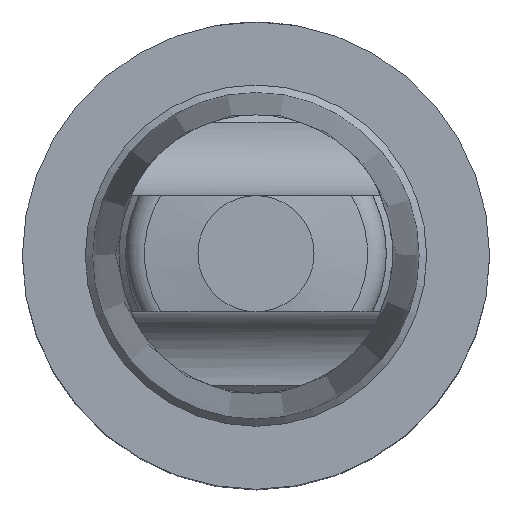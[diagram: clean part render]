
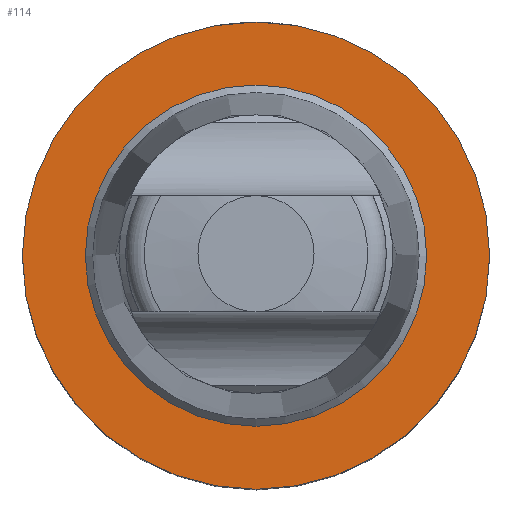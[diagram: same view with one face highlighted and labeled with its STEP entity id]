
A CAD part, top view. The second image highlights one B-rep face of the part: STEP entity #114.
In plain terms, the highlighted planar face has unit normal (0, 0, 1).
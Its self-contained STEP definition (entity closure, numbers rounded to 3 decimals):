
#114=ADVANCED_FACE('240[2]',(#310,#311),#312,.T.);
#150=EDGE_CURVE('240[2]',#362,#362,#363,.T.);
#228=EDGE_CURVE('240[2]',#466,#466,#467,.T.);
#310=FACE_OUTER_BOUND('',#654,.T.);
#311=FACE_BOUND('',#655,.T.);
#312=PLANE('',#656);
#362=VERTEX_POINT('',#922);
#363=CIRCLE('',#923,23.371);
#466=VERTEX_POINT('',#1235);
#467=CIRCLE('',#1236,32.0);
#654=EDGE_LOOP('',(#1402));
#655=EDGE_LOOP('',(#1403));
#656=AXIS2_PLACEMENT_3D('',#1404,#1405,#1406);
#922=CARTESIAN_POINT('',(-23.371,0.,-6.5));
#923=AXIS2_PLACEMENT_3D('',#1445,#1446,#1447);
#1235=CARTESIAN_POINT('',(0.,32.0,-6.5));
#1236=AXIS2_PLACEMENT_3D('',#1589,#1590,#1591);
#1402=ORIENTED_EDGE('',*,*,#228,.F.);
#1403=ORIENTED_EDGE('',*,*,#150,.F.);
#1404=CARTESIAN_POINT('',(0.,16.0,-6.5));
#1405=DIRECTION('',(0.,0.,1.0));
#1406=DIRECTION('',(0.,-1.0,0.));
#1445=CARTESIAN_POINT('',(0.,0.,-6.5));
#1446=DIRECTION('',(0.,0.,1.0));
#1447=DIRECTION('',(1.0,0.,0.));
#1589=CARTESIAN_POINT('',(0.,0.,-6.5));
#1590=DIRECTION('',(0.,0.,-1.0));
#1591=DIRECTION('',(0.,1.0,0.));
